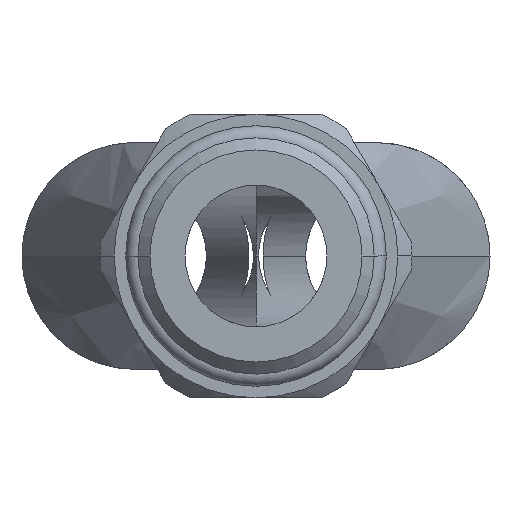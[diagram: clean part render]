
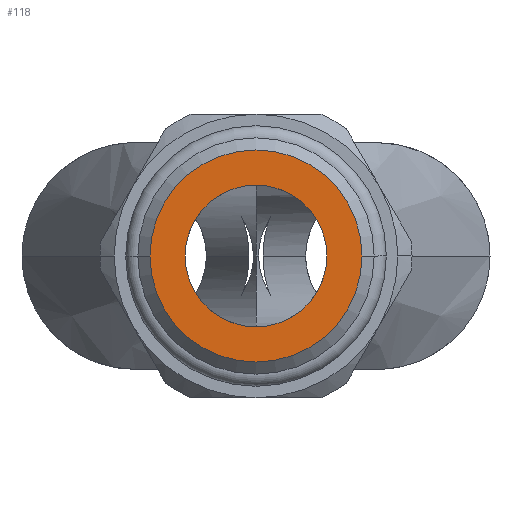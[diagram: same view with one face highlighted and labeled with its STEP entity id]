
A CAD part, front view. The second image highlights one B-rep face of the part: STEP entity #118.
In plain terms, the highlighted planar face has unit normal (0, -1, 0).
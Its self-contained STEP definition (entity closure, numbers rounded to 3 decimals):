
#118=ADVANCED_FACE('',(#313,#314),#315,.T.);
#313=FACE_BOUND('',#564,.T.);
#314=FACE_OUTER_BOUND('',#565,.T.);
#315=PLANE('',#566);
#564=EDGE_LOOP('',(#1252,#1253));
#565=EDGE_LOOP('',(#1254,#1255));
#566=AXIS2_PLACEMENT_3D('',#1256,#1257,#1258);
#1252=ORIENTED_EDGE('',*,*,#1831,.T.);
#1253=ORIENTED_EDGE('',*,*,#1726,.T.);
#1254=ORIENTED_EDGE('',*,*,#1699,.F.);
#1255=ORIENTED_EDGE('',*,*,#1847,.F.);
#1256=CARTESIAN_POINT('',(3.738,0.0,0.0));
#1257=DIRECTION('',(-0.0,-1.0,-0.0));
#1258=DIRECTION('',(-1.0,0.0,0.0));
#1699=EDGE_CURVE('',#2059,#2061,#2062,.T.);
#1726=EDGE_CURVE('',#2104,#2110,#2112,.T.);
#1831=EDGE_CURVE('',#2110,#2104,#2283,.T.);
#1847=EDGE_CURVE('',#2061,#2059,#2304,.T.);
#2059=VERTEX_POINT('',#2725);
#2061=VERTEX_POINT('',#2728);
#2062=CIRCLE('',#2729,7.475);
#2104=VERTEX_POINT('',#2870);
#2110=VERTEX_POINT('',#2877);
#2112=CIRCLE('',#2880,5.0);
#2283=CIRCLE('',#3196,5.0);
#2304=CIRCLE('',#3301,7.475);
#2725=CARTESIAN_POINT('',(7.475,0.0,0.0));
#2728=CARTESIAN_POINT('',(-7.475,0.0,0.));
#2729=AXIS2_PLACEMENT_3D('',#3800,#3801,#3802);
#2870=CARTESIAN_POINT('',(5.0,0.0,0.));
#2877=CARTESIAN_POINT('',(-5.0,0.0,0.));
#2880=AXIS2_PLACEMENT_3D('',#3853,#3854,#3855);
#3196=AXIS2_PLACEMENT_3D('',#4052,#4053,#4054);
#3301=AXIS2_PLACEMENT_3D('',#4090,#4091,#4092);
#3800=CARTESIAN_POINT('',(0.0,0.0,0.0));
#3801=DIRECTION('',(-0.0,1.0,0.0));
#3802=DIRECTION('',(1.0,0.0,0.0));
#3853=CARTESIAN_POINT('',(0.0,0.0,0.0));
#3854=DIRECTION('',(-0.0,1.0,0.0));
#3855=DIRECTION('',(1.0,0.0,0.0));
#4052=CARTESIAN_POINT('',(0.0,0.0,0.0));
#4053=DIRECTION('',(-0.0,1.0,0.0));
#4054=DIRECTION('',(1.0,0.0,0.0));
#4090=CARTESIAN_POINT('',(0.0,0.0,0.0));
#4091=DIRECTION('',(-0.0,1.0,0.0));
#4092=DIRECTION('',(1.0,0.0,0.0));
